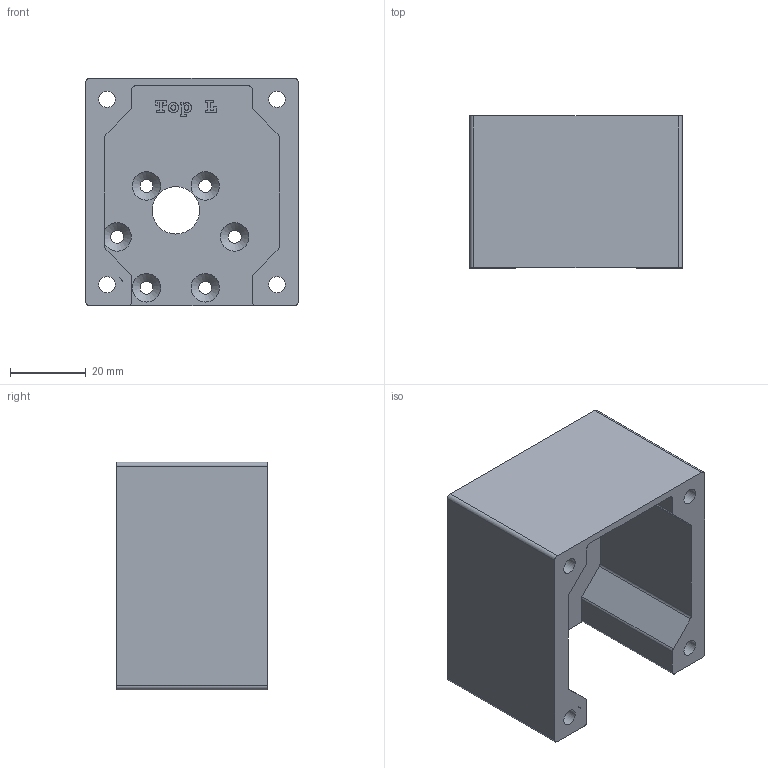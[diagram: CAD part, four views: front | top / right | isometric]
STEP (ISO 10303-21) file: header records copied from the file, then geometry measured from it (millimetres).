
FILE_DESCRIPTION(/* description */ ('STEP AP242','CAx-IF Rec.Pracs.---Representation and Presentation of Product Manufacturing Information (PMI)---4.0---2014-10-13','CAx-IF Rec.Pracs.---3D Tessellated Geometry---0.4---2014-09-14','2;1'),/* implementation_level */ '2;1');
FILE_NAME(/* name */ '6897424f28f3495d09344f29',/* time_stamp */ '2025-08-09T12:42:56Z',/* author */ (''),/* organization */ (''),/* preprocessor_version */ 'ST-DEVELOPER v20',/* originating_system */ 'ONSHAPE BY PTC INC, 1.202',/* authorisation */ ' ');
FILE_SCHEMA (('AP242_MANAGED_MODEL_BASED_3D_ENGINEERING_MIM_LF { 1 0 10303 442 1 1 4 }'));
Length unit declared in the file: metre
Products named in the file (1): Motor mount L
Bounding box: 55.95 x 40 x 60 mm (x, y, z)
Volume: 49683.5 mm3; surface area: 22839.4 mm2
Topology: 1 solids, 1 shells, 234 faces, 667 edges, 444 vertices
Faces by surface type: cylinder 123, plane 84, bspline 21, cone 6
Full cylindrical faces by diameter (mm): 3.4 x6, 4.3 x4, 4.5 x1, 12.5 x1
Entity records: 7709 total; most frequent: CARTESIAN_POINT 1545, ORIENTED_EDGE 1284, DIRECTION 1281, EDGE_CURVE 642, AXIS2_PLACEMENT_3D 467, VERTEX_POINT 437, LINE 347, VECTOR 347
